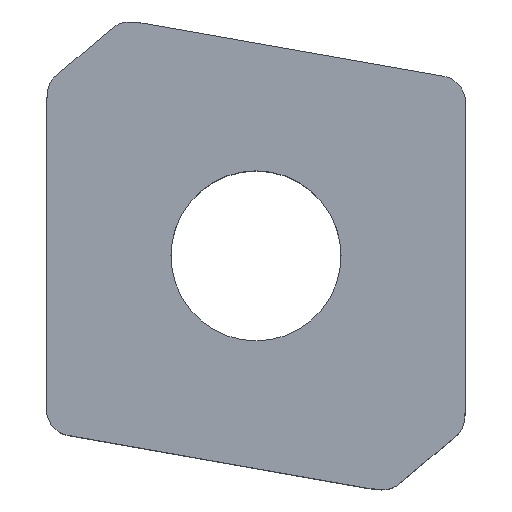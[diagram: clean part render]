
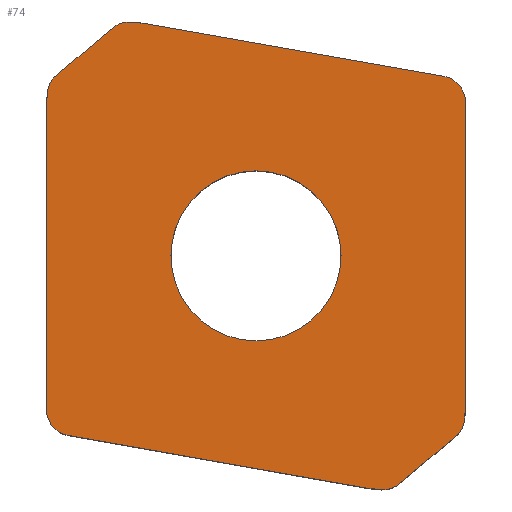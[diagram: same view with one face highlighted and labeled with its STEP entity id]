
A CAD part, top view. The second image highlights one B-rep face of the part: STEP entity #74.
In plain terms, the highlighted planar face has unit normal (0, 0, 1).
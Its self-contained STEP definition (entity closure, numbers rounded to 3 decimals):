
#41=PLANE('',#447);
#45=FACE_BOUND('',#113,.T.);
#46=FACE_BOUND('',#114,.T.);
#74=ADVANCED_FACE('',(#45,#46),#41,.T.);
#113=EDGE_LOOP('',(#247,#248,#249,#250,#251,#252,#253,#254,#255,#256,#257,
#258,#259,#260,#261,#262));
#114=EDGE_LOOP('',(#263));
#129=LINE('',#771,#161);
#133=LINE('',#822,#167);
#135=LINE('',#825,#169);
#137=LINE('',#828,#171);
#140=LINE('',#834,#174);
#143=LINE('',#840,#177);
#161=VECTOR('',#491,1.);
#167=VECTOR('',#499,1.);
#169=VECTOR('',#503,1.);
#171=VECTOR('',#507,1.);
#174=VECTOR('',#512,1.);
#177=VECTOR('',#517,1.);
#247=ORIENTED_EDGE('',*,*,#349,.T.);
#248=ORIENTED_EDGE('',*,*,#347,.T.);
#249=ORIENTED_EDGE('',*,*,#344,.T.);
#250=ORIENTED_EDGE('',*,*,#341,.T.);
#251=ORIENTED_EDGE('',*,*,#338,.T.);
#252=ORIENTED_EDGE('',*,*,#353,.T.);
#253=ORIENTED_EDGE('',*,*,#328,.F.);
#254=ORIENTED_EDGE('',*,*,#332,.F.);
#255=ORIENTED_EDGE('',*,*,#356,.T.);
#256=ORIENTED_EDGE('',*,*,#364,.T.);
#257=ORIENTED_EDGE('',*,*,#362,.T.);
#258=ORIENTED_EDGE('',*,*,#359,.T.);
#259=ORIENTED_EDGE('',*,*,#317,.F.);
#260=ORIENTED_EDGE('',*,*,#351,.T.);
#261=ORIENTED_EDGE('',*,*,#321,.F.);
#262=ORIENTED_EDGE('',*,*,#325,.F.);
#263=ORIENTED_EDGE('',*,*,#334,.T.);
#283=VERTEX_POINT('',#646);
#284=VERTEX_POINT('',#648);
#287=VERTEX_POINT('',#661);
#288=VERTEX_POINT('',#669);
#290=VERTEX_POINT('',#687);
#293=VERTEX_POINT('',#712);
#294=VERTEX_POINT('',#720);
#296=VERTEX_POINT('',#738);
#298=VERTEX_POINT('',#756);
#300=VERTEX_POINT('',#760);
#302=VERTEX_POINT('',#764);
#304=VERTEX_POINT('',#769);
#306=VERTEX_POINT('',#775);
#308=VERTEX_POINT('',#799);
#310=VERTEX_POINT('',#833);
#312=VERTEX_POINT('',#838);
#314=VERTEX_POINT('',#844);
#317=EDGE_CURVE('',#283,#284,#366,.T.);
#321=EDGE_CURVE('',#287,#288,#383,.T.);
#325=EDGE_CURVE('',#290,#287,#386,.T.);
#328=EDGE_CURVE('',#293,#294,#389,.T.);
#332=EDGE_CURVE('',#296,#293,#392,.T.);
#334=EDGE_CURVE('',#298,#298,#368,.T.);
#338=EDGE_CURVE('',#300,#302,#370,.T.);
#341=EDGE_CURVE('',#304,#300,#129,.T.);
#344=EDGE_CURVE('',#306,#304,#395,.T.);
#347=EDGE_CURVE('',#308,#306,#398,.T.);
#349=EDGE_CURVE('',#290,#308,#133,.T.);
#351=EDGE_CURVE('',#283,#288,#135,.T.);
#353=EDGE_CURVE('',#302,#294,#137,.T.);
#356=EDGE_CURVE('',#296,#310,#140,.T.);
#359=EDGE_CURVE('',#312,#284,#143,.T.);
#362=EDGE_CURVE('',#314,#312,#401,.T.);
#364=EDGE_CURVE('',#310,#314,#404,.T.);
#366=CIRCLE('',#433,0.794);
#368=CIRCLE('',#436,2.578);
#370=CIRCLE('',#439,0.794);
#383=B_SPLINE_CURVE_WITH_KNOTS('',3,(#662,#663,#664,#665,#666,#667,#668),
 .UNSPECIFIED.,.F.,.F.,(4,1,1,1,4),(0.,0.25,0.5,0.75,1.),.UNSPECIFIED.);
#386=B_SPLINE_CURVE_WITH_KNOTS('',3,(#688,#689,#690,#691,#692,#693,#694),
 .UNSPECIFIED.,.F.,.F.,(4,1,1,1,4),(0.,0.25,0.5,0.75,1.),.UNSPECIFIED.);
#389=B_SPLINE_CURVE_WITH_KNOTS('',3,(#713,#714,#715,#716,#717,#718,#719),
 .UNSPECIFIED.,.F.,.F.,(4,1,1,1,4),(0.,0.25,0.5,0.75,1.),.UNSPECIFIED.);
#392=B_SPLINE_CURVE_WITH_KNOTS('',3,(#739,#740,#741,#742,#743,#744,#745),
 .UNSPECIFIED.,.F.,.F.,(4,1,1,1,4),(0.,0.25,0.5,0.75,1.),.UNSPECIFIED.);
#395=B_SPLINE_CURVE_WITH_KNOTS('',3,(#783,#784,#785,#786,#787,#788,#789),
 .UNSPECIFIED.,.F.,.F.,(4,1,1,1,4),(0.,0.25,0.5,0.75,1.),.UNSPECIFIED.);
#398=B_SPLINE_CURVE_WITH_KNOTS('',3,(#807,#808,#809,#810,#811,#812,#813),
 .UNSPECIFIED.,.F.,.F.,(4,1,1,1,4),(0.,0.25,0.5,0.75,1.),.UNSPECIFIED.);
#401=B_SPLINE_CURVE_WITH_KNOTS('',3,(#852,#853,#854,#855,#856,#857,#858),
 .UNSPECIFIED.,.F.,.F.,(4,1,1,1,4),(0.,0.25,0.5,0.75,1.),.UNSPECIFIED.);
#404=B_SPLINE_CURVE_WITH_KNOTS('',3,(#873,#874,#875,#876,#877,#878,#879),
 .UNSPECIFIED.,.F.,.F.,(4,1,1,1,4),(0.,0.25,0.5,0.75,1.),.UNSPECIFIED.);
#433=AXIS2_PLACEMENT_3D('',#647,#460,#461);
#436=AXIS2_PLACEMENT_3D('',#755,#477,#478);
#439=AXIS2_PLACEMENT_3D('',#765,#485,#486);
#447=AXIS2_PLACEMENT_3D('',#887,#523,#524);
#460=DIRECTION('',(0.,0.,-1.));
#461=DIRECTION('',(1.,0.,0.));
#477=DIRECTION('',(0.,0.,-1.));
#478=DIRECTION('',(1.,0.,0.));
#485=DIRECTION('',(0.,0.,1.));
#486=DIRECTION('',(1.,0.,0.));
#491=DIRECTION('',(0.,1.,0.));
#499=DIRECTION('',(0.766,0.643,0.));
#503=DIRECTION('',(0.985,-0.174,0.));
#507=DIRECTION('',(-0.985,0.174,0.));
#512=DIRECTION('',(-0.766,-0.643,0.));
#517=DIRECTION('',(0.,-1.,0.));
#523=DIRECTION('',(0.,0.,1.));
#524=DIRECTION('',(1.,0.,0.));
#646=CARTESIAN_POINT('',(-5.694,-5.444,0.));
#647=CARTESIAN_POINT('',(-5.556,-4.662,0.));
#648=CARTESIAN_POINT('',(-6.35,-4.662,0.));
#661=CARTESIAN_POINT('',(3.808,-7.09,0.));
#662=CARTESIAN_POINT('',(3.808,-7.09,0.));
#663=CARTESIAN_POINT('',(3.773,-7.089,0.));
#664=CARTESIAN_POINT('',(3.703,-7.085,0.));
#665=CARTESIAN_POINT('',(3.599,-7.076,0.));
#666=CARTESIAN_POINT('',(3.495,-7.063,0.));
#667=CARTESIAN_POINT('',(3.426,-7.052,0.));
#668=CARTESIAN_POINT('',(3.392,-7.046,0.));
#669=CARTESIAN_POINT('',(3.392,-7.046,0.));
#687=CARTESIAN_POINT('',(4.35,-6.903,0.));
#688=CARTESIAN_POINT('',(4.35,-6.903,0.));
#689=CARTESIAN_POINT('',(4.313,-6.934,0.));
#690=CARTESIAN_POINT('',(4.232,-6.99,0.));
#691=CARTESIAN_POINT('',(4.098,-7.051,0.));
#692=CARTESIAN_POINT('',(3.955,-7.086,0.));
#693=CARTESIAN_POINT('',(3.857,-7.091,0.));
#694=CARTESIAN_POINT('',(3.808,-7.09,0.));
#712=CARTESIAN_POINT('',(-3.808,7.09,0.));
#713=CARTESIAN_POINT('',(-3.808,7.09,0.));
#714=CARTESIAN_POINT('',(-3.773,7.089,0.));
#715=CARTESIAN_POINT('',(-3.703,7.085,0.));
#716=CARTESIAN_POINT('',(-3.599,7.076,0.));
#717=CARTESIAN_POINT('',(-3.495,7.063,0.));
#718=CARTESIAN_POINT('',(-3.426,7.052,0.));
#719=CARTESIAN_POINT('',(-3.392,7.046,0.));
#720=CARTESIAN_POINT('',(-3.392,7.046,0.));
#738=CARTESIAN_POINT('',(-4.35,6.903,0.));
#739=CARTESIAN_POINT('',(-4.35,6.903,0.));
#740=CARTESIAN_POINT('',(-4.313,6.934,0.));
#741=CARTESIAN_POINT('',(-4.232,6.99,0.));
#742=CARTESIAN_POINT('',(-4.098,7.051,0.));
#743=CARTESIAN_POINT('',(-3.955,7.086,0.));
#744=CARTESIAN_POINT('',(-3.857,7.091,0.));
#745=CARTESIAN_POINT('',(-3.808,7.09,0.));
#755=CARTESIAN_POINT('',(0.,0.,0.));
#756=CARTESIAN_POINT('',(2.578,0.,0.));
#760=CARTESIAN_POINT('',(6.35,4.662,0.));
#764=CARTESIAN_POINT('',(5.694,5.444,0.));
#765=CARTESIAN_POINT('',(5.556,4.662,0.));
#769=CARTESIAN_POINT('',(6.35,-4.564,0.));
#771=CARTESIAN_POINT('',(6.35,-3.838,0.));
#775=CARTESIAN_POINT('',(6.321,-4.981,0.));
#783=CARTESIAN_POINT('',(6.321,-4.981,0.));
#784=CARTESIAN_POINT('',(6.326,-4.946,0.));
#785=CARTESIAN_POINT('',(6.334,-4.877,0.));
#786=CARTESIAN_POINT('',(6.343,-4.773,0.));
#787=CARTESIAN_POINT('',(6.349,-4.668,0.));
#788=CARTESIAN_POINT('',(6.35,-4.598,0.));
#789=CARTESIAN_POINT('',(6.35,-4.564,0.));
#799=CARTESIAN_POINT('',(6.043,-5.483,0.));
#807=CARTESIAN_POINT('',(6.043,-5.483,0.));
#808=CARTESIAN_POINT('',(6.08,-5.451,0.));
#809=CARTESIAN_POINT('',(6.149,-5.381,0.));
#810=CARTESIAN_POINT('',(6.232,-5.26,0.));
#811=CARTESIAN_POINT('',(6.292,-5.125,0.));
#812=CARTESIAN_POINT('',(6.314,-5.029,0.));
#813=CARTESIAN_POINT('',(6.321,-4.981,0.));
#822=CARTESIAN_POINT('',(6.043,-5.483,0.));
#825=CARTESIAN_POINT('',(2.677,-6.92,0.));
#828=CARTESIAN_POINT('',(-2.677,6.92,0.));
#833=CARTESIAN_POINT('',(-6.043,5.483,0.));
#834=CARTESIAN_POINT('',(-4.35,6.903,0.));
#838=CARTESIAN_POINT('',(-6.35,4.564,0.));
#840=CARTESIAN_POINT('',(-6.35,3.838,0.));
#844=CARTESIAN_POINT('',(-6.321,4.981,0.));
#852=CARTESIAN_POINT('',(-6.321,4.981,0.));
#853=CARTESIAN_POINT('',(-6.326,4.946,0.));
#854=CARTESIAN_POINT('',(-6.334,4.877,0.));
#855=CARTESIAN_POINT('',(-6.343,4.773,0.));
#856=CARTESIAN_POINT('',(-6.349,4.668,0.));
#857=CARTESIAN_POINT('',(-6.35,4.598,0.));
#858=CARTESIAN_POINT('',(-6.35,4.564,0.));
#873=CARTESIAN_POINT('',(-6.043,5.483,0.));
#874=CARTESIAN_POINT('',(-6.08,5.451,0.));
#875=CARTESIAN_POINT('',(-6.149,5.381,0.));
#876=CARTESIAN_POINT('',(-6.232,5.26,0.));
#877=CARTESIAN_POINT('',(-6.292,5.125,0.));
#878=CARTESIAN_POINT('',(-6.314,5.029,0.));
#879=CARTESIAN_POINT('',(-6.321,4.981,0.));
#887=CARTESIAN_POINT('',(0.,0.,0.));
